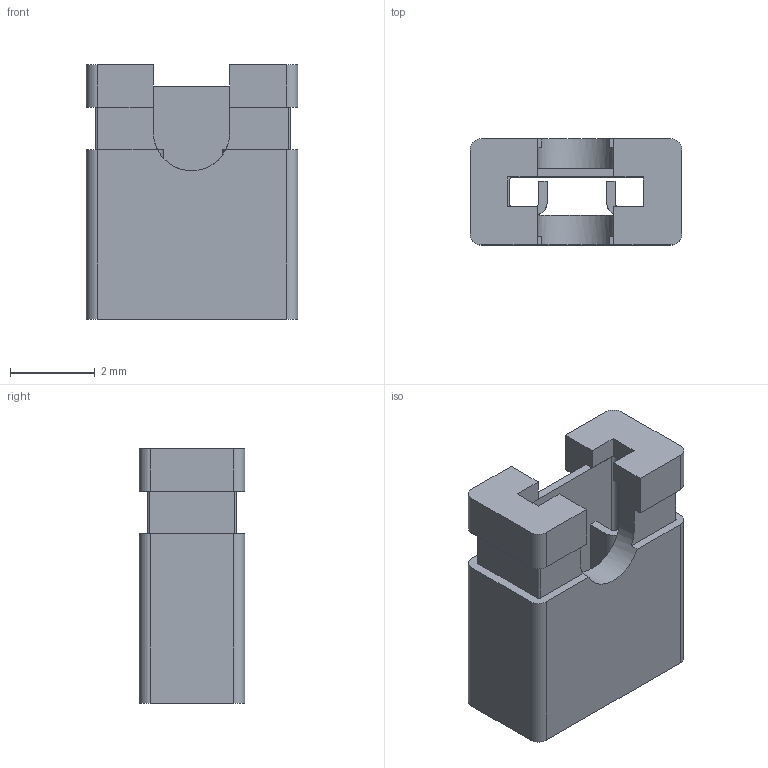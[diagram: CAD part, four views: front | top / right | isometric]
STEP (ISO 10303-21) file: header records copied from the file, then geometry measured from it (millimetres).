
FILE_DESCRIPTION(('FreeCAD Model'),'2;1');
FILE_NAME('jumper-cap-2.54mm.step', '2016-06-22T13:30:48',(''),(''),'Open CASCADE STEP processor 6.8', 'FreeCAD','Unknown');
FILE_SCHEMA(('AUTOMOTIVE_DESIGN_CC2 { 1 2 10303 214 -1 1 5 4 }'));
Length unit declared in the file: inch
Products named in the file (3): ASSEMBLY; Jumper-plate; jumper-body
Assembly tree (2 placements, depth 2):
  ASSEMBLY
    Jumper-plate
    jumper-body
Bounding box: 5 x 2.5 x 6 mm (x, y, z)
Volume: 49.6 mm3; surface area: 228.2 mm2
Topology: 3 solids, 3 shells, 109 faces, 308 edges, 204 vertices
Faces by surface type: plane 75, cylinder 34
Entity records: 7636 total; most frequent: CARTESIAN_POINT 1636, DIRECTION 1059, LINE 666, VECTOR 666, ORIENTED_EDGE 616, PCURVE 616, DEFINITIONAL_REPRESENTATION 616, EDGE_CURVE 308
